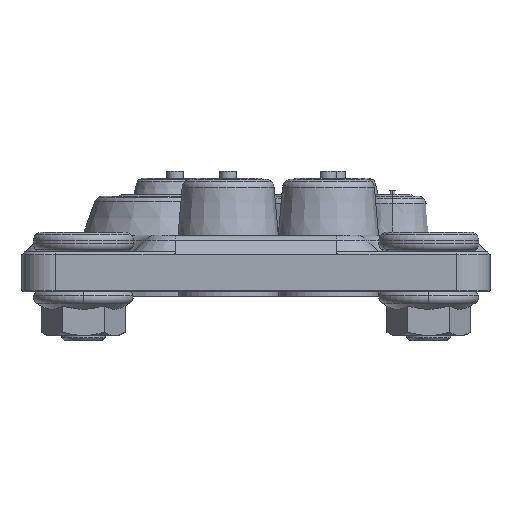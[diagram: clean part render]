
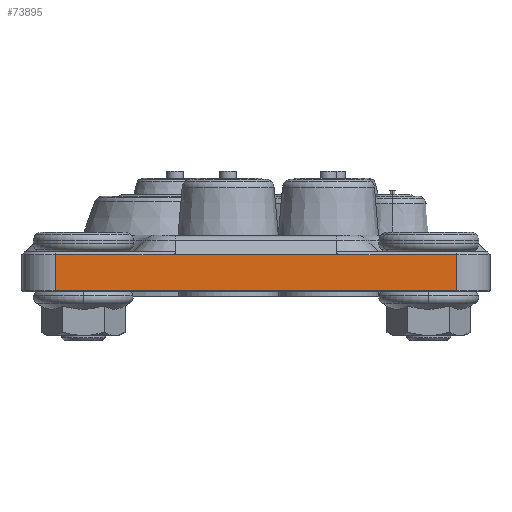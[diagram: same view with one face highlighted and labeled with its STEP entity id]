
A CAD part, left-side view. The second image highlights one B-rep face of the part: STEP entity #73895.
In plain terms, the highlighted planar face has unit normal (-1, 0, 0).
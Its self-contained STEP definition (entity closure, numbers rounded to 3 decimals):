
#50379=DIRECTION('',(0.,1.,0.));
#50380=VECTOR('',#50379,21.5);
#50381=CARTESIAN_POINT('',(-108.,-36.,17.5));
#50382=LINE('',#50381,#50380);
#50386=DIRECTION('',(0.,-1.,0.));
#50387=VECTOR('',#50386,29.);
#50388=CARTESIAN_POINT('',(-108.,14.5,
17.5));
#50389=LINE('',#50388,#50387);
#50455=CARTESIAN_POINT('',(-108.,14.5,
17.5));
#50472=DIRECTION('',(0.,-1.,0.));
#50473=VECTOR('',#50472,21.5);
#50474=CARTESIAN_POINT('',(-108.,36.,17.5));
#50475=LINE('',#50474,#50473);
#50515=DIRECTION('',(0.,0.,1.));
#50516=VECTOR('',#50515,6.5);
#50517=CARTESIAN_POINT('',(-108.,36.,11.));
#50518=LINE('',#50517,#50516);
#50699=DIRECTION('',(0.,1.,0.));
#50700=VECTOR('',#50699,72.);
#50701=CARTESIAN_POINT('',(-108.,-36.,11.));
#50702=LINE('',#50701,#50700);
#60426=DIRECTION('',(0.,0.,-1.));
#60427=VECTOR('',#60426,6.5);
#60428=CARTESIAN_POINT('',(-108.,-36.,17.5));
#60429=LINE('',#60428,#60427);
#69267=VERTEX_POINT('',#50455);
#69416=CARTESIAN_POINT('',(-108.,-14.5,
17.5));
#69417=VERTEX_POINT('',#69416);
#69502=CARTESIAN_POINT('',(-108.,36.,11.));
#69503=CARTESIAN_POINT('',(-108.,36.,17.5));
#69504=VERTEX_POINT('',#69502);
#69505=VERTEX_POINT('',#69503);
#69664=CARTESIAN_POINT('',(-108.,-36.,11.));
#69665=VERTEX_POINT('',#69664);
#69666=CARTESIAN_POINT('',(-108.,-36.,17.5));
#69667=VERTEX_POINT('',#69666);
#73877=CARTESIAN_POINT('',(-108.,-36.,13.));
#73878=DIRECTION('',(-1.,0.,0.));
#73879=DIRECTION('',(0.,0.,1.));
#73880=AXIS2_PLACEMENT_3D('',#73877,#73878,#73879);
#73881=PLANE('',#73880);
#73883=ORIENTED_EDGE('',*,*,#73882,.T.);
#73884=ORIENTED_EDGE('',*,*,#73861,.F.);
#73886=ORIENTED_EDGE('',*,*,#73885,.T.);
#73888=ORIENTED_EDGE('',*,*,#73887,.T.);
#73890=ORIENTED_EDGE('',*,*,#73889,.T.);
#73892=ORIENTED_EDGE('',*,*,#73891,.T.);
#73893=EDGE_LOOP('',(#73883,#73884,#73886,#73888,#73890,#73892));
#73894=FACE_OUTER_BOUND('',#73893,.F.);
#73861=EDGE_CURVE('',#69667,#69417,#50382,.T.);
#73882=EDGE_CURVE('',#69267,#69417,#50389,.T.);
#73885=EDGE_CURVE('',#69667,#69665,#60429,.T.);
#73887=EDGE_CURVE('',#69665,#69504,#50702,.T.);
#73889=EDGE_CURVE('',#69504,#69505,#50518,.T.);
#73891=EDGE_CURVE('',#69505,#69267,#50475,.T.);
#73895=ADVANCED_FACE('',(#73894),#73881,.T.);
